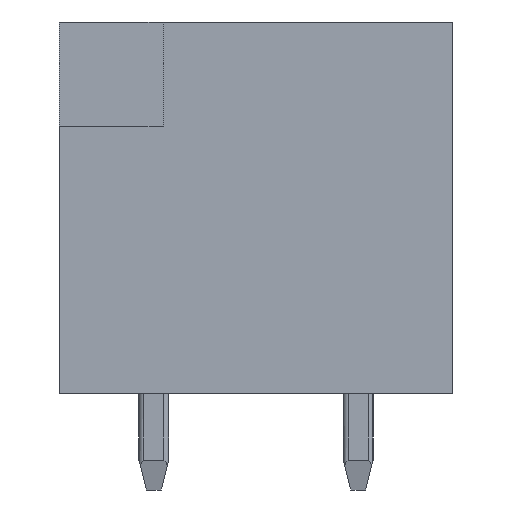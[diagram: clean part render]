
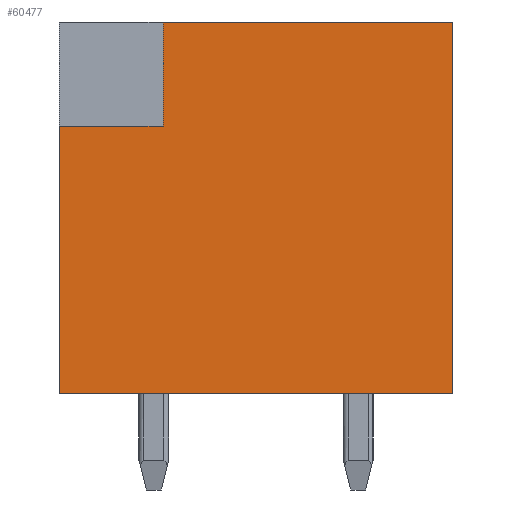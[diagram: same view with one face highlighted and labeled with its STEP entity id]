
A CAD part, left-side view. The second image highlights one B-rep face of the part: STEP entity #60477.
In plain terms, the highlighted planar face has unit normal (-1, 0, 0).
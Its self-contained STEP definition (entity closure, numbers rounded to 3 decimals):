
#9=DIRECTION('',(0.,1.,0.));
#10=VECTOR('',#9,10.6);
#11=CARTESIAN_POINT('',(-77.4,-5.3,-6.3));
#12=LINE('',#11,#10);
#3272=DIRECTION('',(0.,1.,0.));
#3273=VECTOR('',#3272,7.8);
#3274=CARTESIAN_POINT('',(-77.4,-5.3,3.7));
#3275=LINE('',#3274,#3273);
#23404=DIRECTION('',(0.,-1.,0.));
#23405=VECTOR('',#23404,2.8);
#23406=CARTESIAN_POINT('',(-77.4,5.3,0.9));
#23407=LINE('',#23406,#23405);
#23408=DIRECTION('',(0.,0.,-1.));
#23409=VECTOR('',#23408,2.8);
#23410=CARTESIAN_POINT('',(-77.4,2.5,3.7));
#23411=LINE('',#23410,#23409);
#23412=DIRECTION('',(0.,0.,-1.));
#23413=VECTOR('',#23412,10.);
#23414=CARTESIAN_POINT('',(-77.4,-5.3,3.7));
#23415=LINE('',#23414,#23413);
#23420=DIRECTION('',(0.,0.,-1.));
#23421=VECTOR('',#23420,7.2);
#23422=CARTESIAN_POINT('',(-77.4,5.3,0.9));
#23423=LINE('',#23422,#23421);
#29689=CARTESIAN_POINT('',(-77.4,-5.3,-6.3));
#29690=CARTESIAN_POINT('',(-77.4,5.3,-6.3));
#29691=VERTEX_POINT('',#29689);
#29692=VERTEX_POINT('',#29690);
#29693=CARTESIAN_POINT('',(-77.4,-5.3,3.7));
#29694=VERTEX_POINT('',#29693);
#29729=CARTESIAN_POINT('',(-77.4,2.5,0.9));
#29730=VERTEX_POINT('',#29729);
#29733=CARTESIAN_POINT('',(-77.4,5.3,0.9));
#29734=VERTEX_POINT('',#29733);
#29737=CARTESIAN_POINT('',(-77.4,2.5,3.7));
#29738=VERTEX_POINT('',#29737);
#60463=CARTESIAN_POINT('',(-77.4,-5.3,3.7));
#60464=DIRECTION('',(1.,0.,0.));
#60465=DIRECTION('',(0.,1.,0.));
#60466=AXIS2_PLACEMENT_3D('',#60463,#60464,#60465);
#60467=PLANE('',#60466);
#60468=ORIENTED_EDGE('',*,*,#60443,.T.);
#60469=ORIENTED_EDGE('',*,*,#60458,.F.);
#60470=ORIENTED_EDGE('',*,*,#32198,.F.);
#60471=ORIENTED_EDGE('',*,*,#29746,.T.);
#60472=ORIENTED_EDGE('',*,*,#29762,.T.);
#60474=ORIENTED_EDGE('',*,*,#60473,.F.);
#60475=EDGE_LOOP('',(#60468,#60469,#60470,#60471,#60472,#60474));
#60476=FACE_OUTER_BOUND('',#60475,.F.);
#60477=ADVANCED_FACE('',(#60476),#60467,.F.);
#29746=EDGE_CURVE('',#29694,#29691,#23415,.T.);
#29762=EDGE_CURVE('',#29691,#29692,#12,.T.);
#32198=EDGE_CURVE('',#29694,#29738,#3275,.T.);
#60443=EDGE_CURVE('',#29734,#29730,#23407,.T.);
#60458=EDGE_CURVE('',#29738,#29730,#23411,.T.);
#60473=EDGE_CURVE('',#29734,#29692,#23423,.T.);
